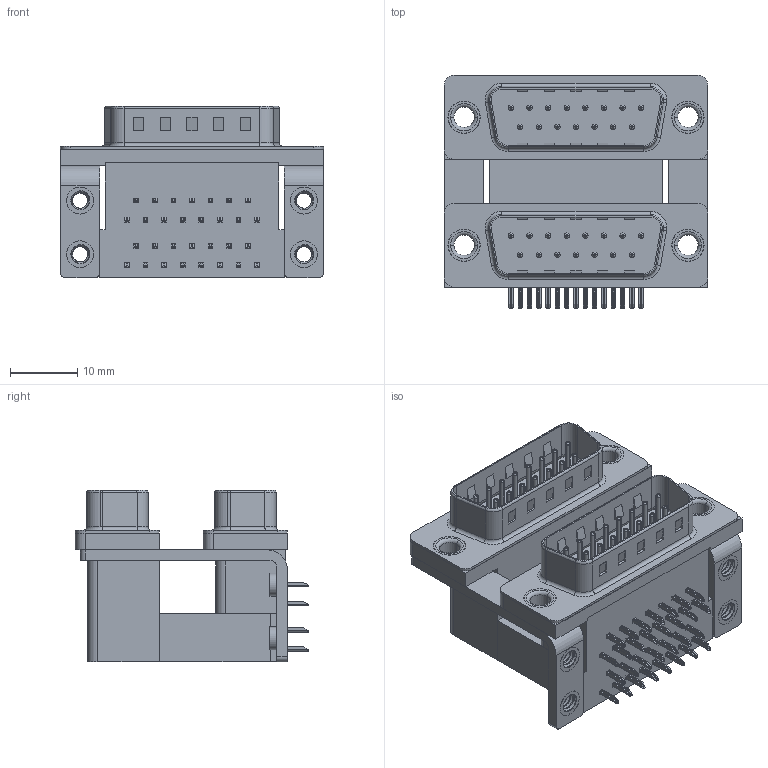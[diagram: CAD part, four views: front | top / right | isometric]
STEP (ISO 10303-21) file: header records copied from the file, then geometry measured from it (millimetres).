
FILE_DESCRIPTION (( 'STEP AP203' ), '1' );
FILE_NAME ('661-015-364-057.STEP', '2022-06-10T22:47:09', ( '' ), ( '' ), 'SwSTEP 2.0', 'SolidWorks 2020', '' );
FILE_SCHEMA (( 'CONFIG_CONTROL_DESIGN' ));
Length unit declared in the file: millimetre
Products named in the file (12): 661 Housing Spacer_15 Contacts M; 661 Housing Lower_15 Contacts; 661 Thru Hole Rivet; 661-015-364-057; 661 Contact Bottom Upper_M; 661 Contact Bottom Lower; 661 Shell_15 Contacts; 661 Contact Top Lower; 661 4-40 Threaded Board Mount; 661 Contact Top Upper_M; 661 Mounting Bracket_ThruM; 661 Housing Upper_15 Contacts M
Assembly tree (45 placements, depth 2):
  661-015-364-057
    661 Housing Lower_15 Contacts
    661 Housing Spacer_15 Contacts M
    661 Housing Upper_15 Contacts M
    661 Shell_15 Contacts  x2
    661 Contact Bottom Lower  x7
    661 Contact Top Lower  x8
    661 Contact Bottom Upper_M  x7
    661 Contact Top Upper_M  x8
    661 Mounting Bracket_ThruM  x2
    661 4-40 Threaded Board Mount  x4
    661 Thru Hole Rivet  x4
Bounding box: 39.19 x 34.78 x 25.6 mm (x, y, z)
Volume: 14399.8 mm3; surface area: 15865.5 mm2
Topology: 45 solids, 45 shells, 3018 faces, 7464 edges, 4626 vertices
Faces by surface type: plane 1846, cylinder 894, torus 226, cone 40, bspline 12
Entity records: 31329 total; most frequent: CARTESIAN_POINT 6116, DIRECTION 4834, ORIENTED_EDGE 4664, EDGE_CURVE 2332, LINE 1688, VECTOR 1688, AXIS2_PLACEMENT_3D 1573, VERTEX_POINT 1493
